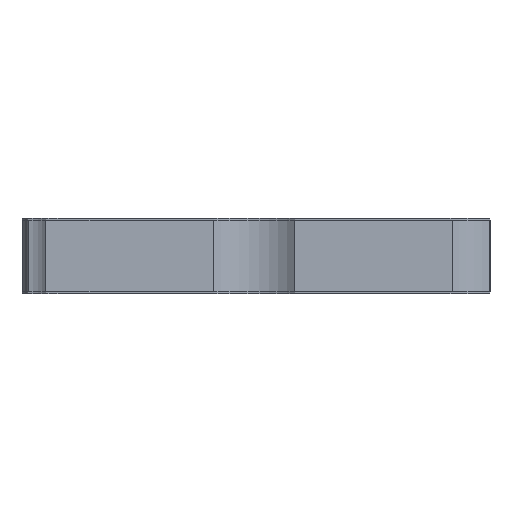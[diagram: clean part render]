
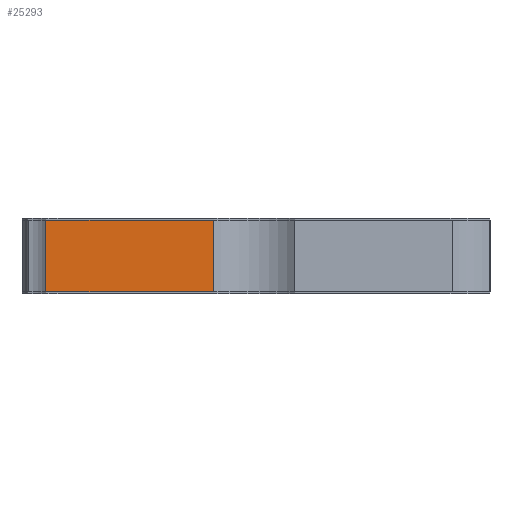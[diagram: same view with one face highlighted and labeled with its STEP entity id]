
A CAD part, left-side view. The second image highlights one B-rep face of the part: STEP entity #25293.
In plain terms, the highlighted planar face has unit normal (-1, 0, 0).
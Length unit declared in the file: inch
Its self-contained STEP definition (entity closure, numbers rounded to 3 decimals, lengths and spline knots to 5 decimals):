
#225 = CARTESIAN_POINT ( 'NONE',  ( -0.32506, 0.28695, 0.075 ) ) ;
#2216 = LINE ( 'NONE', #225, #9885 ) ;
#2590 = CARTESIAN_POINT ( 'NONE',  ( -0.32506, 0.04345, 0.002 ) ) ;
#2974 = LINE ( 'NONE', #28666, #11149 ) ;
#3820 = DIRECTION ( 'NONE',  ( 0., 0., -1. ) ) ;
#3894 = VERTEX_POINT ( 'NONE', #2590 ) ;
#4087 = CARTESIAN_POINT ( 'NONE',  ( -0.32506, 0.28695, 0.075 ) ) ;
#4229 = DIRECTION ( 'NONE',  ( 0., 0., 1. ) ) ;
#4544 = PLANE ( 'NONE',  #17837 ) ;
#5068 = VERTEX_POINT ( 'NONE', #11136 ) ;
#5390 = DIRECTION ( 'NONE',  ( 0., 1., 0. ) ) ;
#6139 = VERTEX_POINT ( 'NONE', #12197 ) ;
#6164 = CARTESIAN_POINT ( 'NONE',  ( -0.32506, 0.21555, 0.002 ) ) ;
#6271 = ORIENTED_EDGE ( 'NONE', *, *, #7064, .T. ) ;
#7064 = EDGE_CURVE ( 'NONE', #5068, #13602, #25019, .T. ) ;
#9885 = VECTOR ( 'NONE', #11647, 39.37008 ) ;
#10456 = ORIENTED_EDGE ( 'NONE', *, *, #24333, .T. ) ;
#11136 = CARTESIAN_POINT ( 'NONE',  ( -0.32506, 0.21555, 0.075 ) ) ;
#11149 = VECTOR ( 'NONE', #28819, 39.37008 ) ;
#11647 = DIRECTION ( 'NONE',  ( 0., 1., 0. ) ) ;
#12197 = CARTESIAN_POINT ( 'NONE',  ( -0.32506, 0.04345, 0.075 ) ) ;
#13602 = VERTEX_POINT ( 'NONE', #6164 ) ;
#14864 = VECTOR ( 'NONE', #5390, 39.37008 ) ;
#16017 = EDGE_LOOP ( 'NONE', ( #29259, #16236, #10456, #6271 ) ) ;
#16236 = ORIENTED_EDGE ( 'NONE', *, *, #29114, .F. ) ;
#16860 = CARTESIAN_POINT ( 'NONE',  ( -0.32506, 0.28695, 0.002 ) ) ;
#17311 = LINE ( 'NONE', #16860, #14864 ) ;
#17687 = EDGE_CURVE ( 'NONE', #3894, #13602, #17311, .T. ) ;
#17837 = AXIS2_PLACEMENT_3D ( 'NONE', #4087, #18468, #4229 ) ;
#18468 = DIRECTION ( 'NONE',  ( -1., 0., 0. ) ) ;
#22543 = CARTESIAN_POINT ( 'NONE',  ( -0.32506, 0.21555, 0.075 ) ) ;
#24333 = EDGE_CURVE ( 'NONE', #6139, #5068, #2216, .T. ) ;
#24459 = VECTOR ( 'NONE', #3820, 39.37008 ) ;
#25019 = LINE ( 'NONE', #22543, #24459 ) ;
#25285 = FACE_OUTER_BOUND ( 'NONE', #16017, .T. ) ;
#25293 = ADVANCED_FACE ( 'NONE', ( #25285 ), #4544, .T. ) ;
#28666 = CARTESIAN_POINT ( 'NONE',  ( -0.32506, 0.04345, 0.075 ) ) ;
#28819 = DIRECTION ( 'NONE',  ( 0., 0., -1. ) ) ;
#29114 = EDGE_CURVE ( 'NONE', #6139, #3894, #2974, .T. ) ;
#29259 = ORIENTED_EDGE ( 'NONE', *, *, #17687, .F. ) ;
